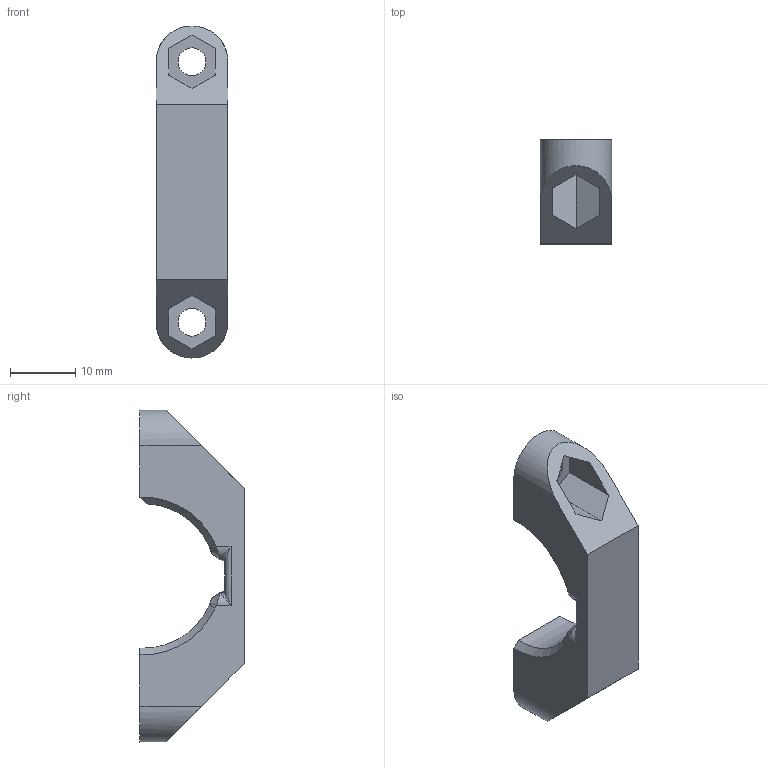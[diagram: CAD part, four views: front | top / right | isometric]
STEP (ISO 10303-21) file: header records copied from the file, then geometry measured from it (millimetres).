
FILE_DESCRIPTION(/* description */ (''),/* implementation_level */ '2;1');
FILE_NAME(/* name */ 'OBS-D-003.step',/* time_stamp */ '2020-02-16T22:44:21+01:00',/* author */ (''),/* organization */ (''),/* preprocessor_version */ 'ST-DEVELOPER v18',/* originating_system */ 'Autodesk Translation Framework v8.12.0.6',/* authorisation */ '');
FILE_SCHEMA (('AUTOMOTIVE_DESIGN { 1 0 10303 214 3 1 1 }'));
Length unit declared in the file: millimetre
Products named in the file (1): OBS-D-(001/002/003)
Bounding box: 11 x 16 x 51 mm (x, y, z)
Volume: 4215.8 mm3; surface area: 2573.8 mm2
Topology: 1 solids, 1 shells, 61 faces, 155 edges, 94 vertices
Faces by surface type: plane 27, cylinder 14, bspline 12, cone 4, torus 4
Full cylindrical faces by diameter (mm): 4.3 x2
Entity records: 2227 total; most frequent: CARTESIAN_POINT 829, ORIENTED_EDGE 302, DIRECTION 253, EDGE_CURVE 151, VERTEX_POINT 94, LINE 89, VECTOR 89, AXIS2_PLACEMENT_3D 82
